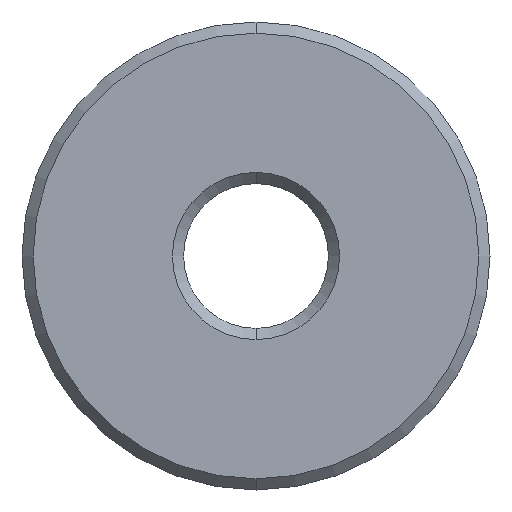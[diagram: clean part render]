
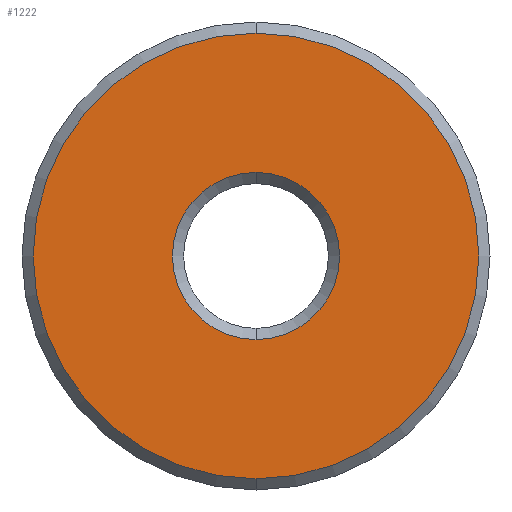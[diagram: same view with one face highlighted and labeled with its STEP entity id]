
A CAD part, front view. The second image highlights one B-rep face of the part: STEP entity #1222.
In plain terms, the highlighted planar face has unit normal (0, -1, 0).
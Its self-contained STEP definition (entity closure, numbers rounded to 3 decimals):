
#137 = VERTEX_POINT ( 'NONE', #494 ) ;
#138 = EDGE_CURVE ( 'NONE', #422, #137, #555, .T. ) ;
#244 = DIRECTION ( 'NONE',  ( 0., 0., -1. ) ) ;
#257 = DIRECTION ( 'NONE',  ( 0., 0., -1. ) ) ;
#273 = ORIENTED_EDGE ( 'NONE', *, *, #1189, .F. ) ;
#310 = CARTESIAN_POINT ( 'NONE',  ( 0., 2.495, 3.75 ) ) ;
#322 = VERTEX_POINT ( 'NONE', #310 ) ;
#350 = DIRECTION ( 'NONE',  ( 0., -1., 0. ) ) ;
#356 = DIRECTION ( 'NONE',  ( 0., 0., -1. ) ) ;
#410 = AXIS2_PLACEMENT_3D ( 'NONE', #440, #550, #257 ) ;
#422 = VERTEX_POINT ( 'NONE', #733 ) ;
#440 = CARTESIAN_POINT ( 'NONE',  ( 0., 2.495, 0. ) ) ;
#490 = DIRECTION ( 'NONE',  ( 0., 0., -1. ) ) ;
#494 = CARTESIAN_POINT ( 'NONE',  ( 0., 2.495, 10. ) ) ;
#503 = ORIENTED_EDGE ( 'NONE', *, *, #138, .T. ) ;
#519 = EDGE_CURVE ( 'NONE', #137, #422, #688, .T. ) ;
#533 = ORIENTED_EDGE ( 'NONE', *, *, #519, .T. ) ;
#550 = DIRECTION ( 'NONE',  ( 0., -1., 0. ) ) ;
#554 = AXIS2_PLACEMENT_3D ( 'NONE', #689, #1114, #490 ) ;
#555 = CIRCLE ( 'NONE', #554, 10. ) ;
#648 = DIRECTION ( 'NONE',  ( 0., 0., -1. ) ) ;
#652 = CIRCLE ( 'NONE', #918, 3.75 ) ;
#661 = DIRECTION ( 'NONE',  ( 0., -1., 0. ) ) ;
#669 = EDGE_CURVE ( 'NONE', #930, #322, #652, .T. ) ;
#673 = ORIENTED_EDGE ( 'NONE', *, *, #669, .F. ) ;
#688 = CIRCLE ( 'NONE', #1039, 10. ) ;
#689 = CARTESIAN_POINT ( 'NONE',  ( 0., 2.495, 0. ) ) ;
#733 = CARTESIAN_POINT ( 'NONE',  ( 0., 2.495, -10. ) ) ;
#742 = EDGE_LOOP ( 'NONE', ( #533, #503 ) ) ;
#757 = PLANE ( 'NONE',  #1019 ) ;
#832 = EDGE_LOOP ( 'NONE', ( #673, #273 ) ) ;
#855 = CARTESIAN_POINT ( 'NONE',  ( 0., 2.495, 0. ) ) ;
#888 = CARTESIAN_POINT ( 'NONE',  ( 0., 2.495, 0. ) ) ;
#918 = AXIS2_PLACEMENT_3D ( 'NONE', #888, #661, #356 ) ;
#930 = VERTEX_POINT ( 'NONE', #1201 ) ;
#961 = CIRCLE ( 'NONE', #410, 3.75 ) ;
#969 = DIRECTION ( 'NONE',  ( 0., -1., 0. ) ) ;
#1019 = AXIS2_PLACEMENT_3D ( 'NONE', #1268, #350, #648 ) ;
#1039 = AXIS2_PLACEMENT_3D ( 'NONE', #855, #969, #244 ) ;
#1114 = DIRECTION ( 'NONE',  ( 0., -1., 0. ) ) ;
#1149 = FACE_BOUND ( 'NONE', #832, .T. ) ;
#1182 = FACE_OUTER_BOUND ( 'NONE', #742, .T. ) ;
#1189 = EDGE_CURVE ( 'NONE', #322, #930, #961, .T. ) ;
#1201 = CARTESIAN_POINT ( 'NONE',  ( 0., 2.495, -3.75 ) ) ;
#1222 = ADVANCED_FACE ( 'NONE', ( #1182, #1149 ), #757, .T. ) ;
#1268 = CARTESIAN_POINT ( 'NONE',  ( 3.75, 2.495, 0. ) ) ;
